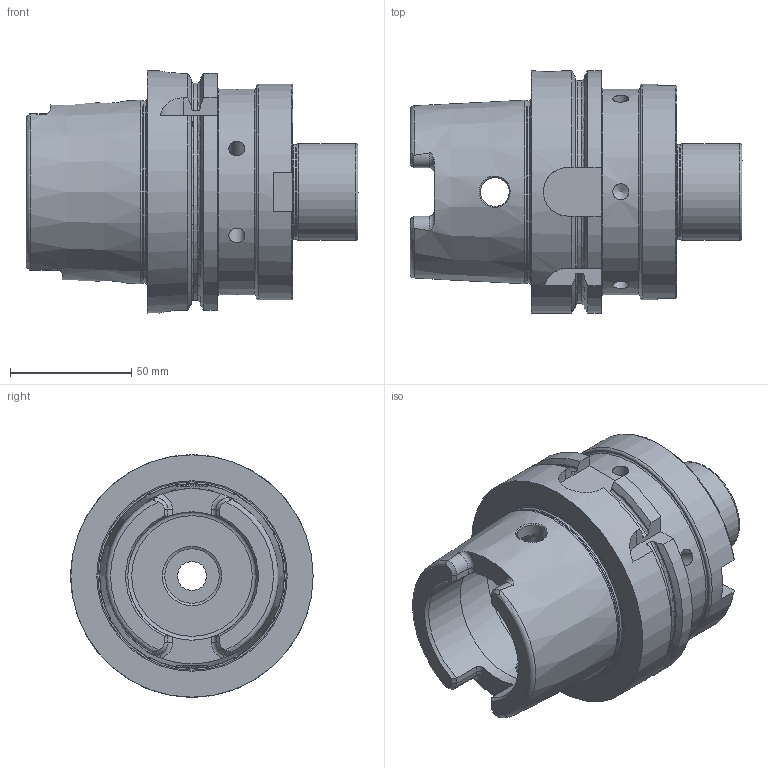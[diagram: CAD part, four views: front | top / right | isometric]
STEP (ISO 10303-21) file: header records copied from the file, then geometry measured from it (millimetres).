
FILE_DESCRIPTION((''),'2;1');
FILE_NAME('610005-25.stp','2014-03-24T12:18:04',('SCHUESSLER'),(''),'Autodesk Inventor 2012','Autodesk Inventor 2012','');
FILE_SCHEMA(('AUTOMOTIVE_DESIGN { 1 0 10303 214 1 1 1 1 }'));
Length unit declared in the file: millimetre
Products named in the file (1): 610005-25
Bounding box: 137 x 100 x 100 mm (x, y, z)
Volume: 436509.3 mm3; surface area: 74171.7 mm2
Topology: 1 solids, 1 shells, 182 faces, 480 edges, 300 vertices
Faces by surface type: cylinder 57, plane 48, cone 43, torus 28, bspline 6
Full cylindrical faces by diameter (mm): 4 x4, 4.134 x2, 6.647 x6, 10 x1, 10.106 x4, 12 x3, 17.5 x1, 21 x1, 22.5 x1, 24.5 x1, 39.4 x1, 40 x1, 53 x2, 63 x1, 75.254 x1, 85 x1, 89 x1, 100 x1
Entity records: 6150 total; most frequent: CARTESIAN_POINT 2261, DIRECTION 793, ORIENTED_EDGE 740, EDGE_CURVE 370, AXIS2_PLACEMENT_3D 344, VERTEX_POINT 265, EDGE_LOOP 263, FACE_OUTER_BOUND 182
